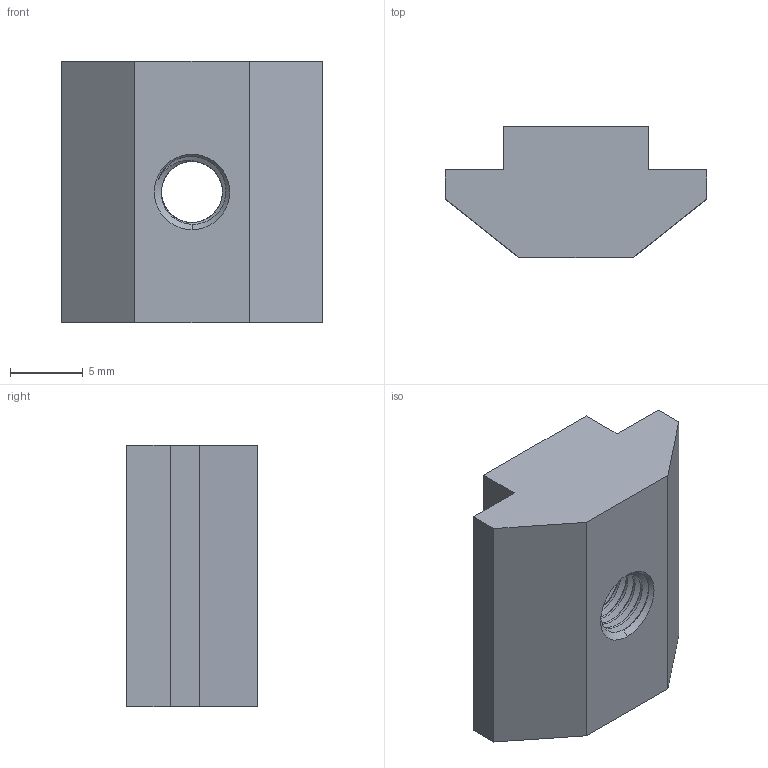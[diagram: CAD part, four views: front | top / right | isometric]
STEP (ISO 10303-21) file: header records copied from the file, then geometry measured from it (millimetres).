
FILE_DESCRIPTION (( 'STEP AP203' ), '1' );
FILE_NAME ('AL-2A34.A21A.01 Ñóõàðü ïàçîâûé ïàç 10, 18 ìì, Ì5.STEP', '2024-08-14T06:07:56', ( '' ), ( '' ), 'SwSTEP 2.0', 'SolidWorks 2021', '' );
FILE_SCHEMA (( 'CONFIG_CONTROL_DESIGN' ));
Length unit declared in the file: millimetre
Products named in the file (1): AL-2A34.A21A.01 Ñóõàðü ïàçîâûé ïàç 10, 18 ìì, Ì5
Bounding box: 18 x 9 x 18 mm (x, y, z)
Volume: 1972.6 mm3; surface area: 1279.7 mm2
Topology: 1 solids, 1 shells, 44 faces, 125 edges, 83 vertices
Faces by surface type: cylinder 24, plane 12, cone 5, bspline 3
Entity records: 5309 total; most frequent: CARTESIAN_POINT 4231, ORIENTED_EDGE 250, DIRECTION 156, EDGE_CURVE 125, VERTEX_POINT 83, VECTOR 58, LINE 58, AXIS2_PLACEMENT_3D 49
